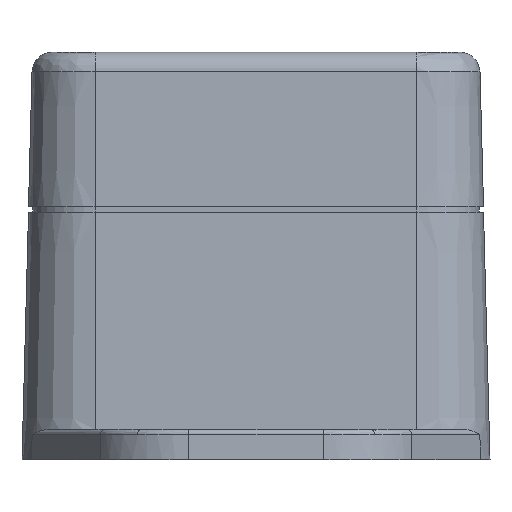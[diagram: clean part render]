
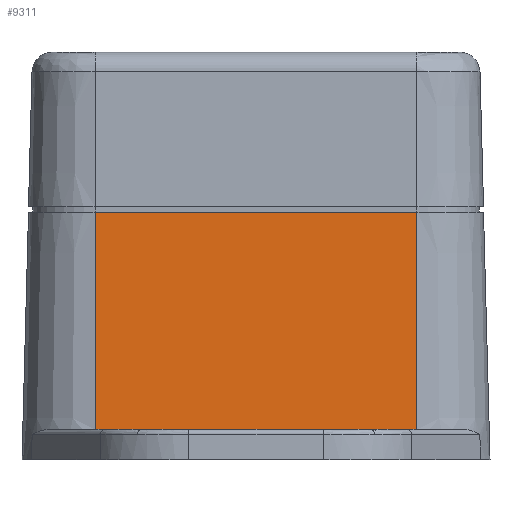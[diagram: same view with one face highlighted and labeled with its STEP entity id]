
A CAD part, front view. The second image highlights one B-rep face of the part: STEP entity #9311.
In plain terms, the highlighted planar face has unit normal (0, -1, 0.026).
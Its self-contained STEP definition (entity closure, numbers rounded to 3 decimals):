
#677=PLANE('',#10075);
#1077=LINE('',#14184,#1700);
#1086=LINE('',#14342,#1709);
#1097=LINE('',#14407,#1720);
#1106=LINE('',#14727,#1729);
#1700=VECTOR('',#11179,1000.);
#1709=VECTOR('',#11208,1000.);
#1720=VECTOR('',#11235,1000.);
#1729=VECTOR('',#11296,1000.);
#2367=FACE_OUTER_BOUND('',#2971,.T.);
#2971=EDGE_LOOP('',(#6853,#6854,#6855,#6856));
#4267=VERTEX_POINT('',#14181);
#4268=VERTEX_POINT('',#14183);
#4279=VERTEX_POINT('',#14324);
#4283=VERTEX_POINT('',#14340);
#5158=EDGE_CURVE('',#4267,#4268,#1077,.T.);
#5180=EDGE_CURVE('',#4283,#4279,#1086,.T.);
#5199=EDGE_CURVE('',#4283,#4268,#1097,.T.);
#5234=EDGE_CURVE('',#4279,#4267,#1106,.T.);
#6853=ORIENTED_EDGE('',*,*,#5234,.F.);
#6854=ORIENTED_EDGE('',*,*,#5180,.F.);
#6855=ORIENTED_EDGE('',*,*,#5199,.T.);
#6856=ORIENTED_EDGE('',*,*,#5158,.F.);
#9311=ADVANCED_FACE('',(#2367),#677,.T.);
#10075=AXIS2_PLACEMENT_3D('',#14746,#11312,#11313);
#11179=DIRECTION('',(0.,-0.026,-1.));
#11208=DIRECTION('',(0.,0.026,1.));
#11235=DIRECTION('',(1.,0.,0.));
#11296=DIRECTION('',(1.,0.,0.));
#11312=DIRECTION('center_axis',(0.,-1.,
0.026));
#11313=DIRECTION('ref_axis',(0.,-0.026,-1.));
#14181=CARTESIAN_POINT('',(15.834,-22.386,5.446));
#14183=CARTESIAN_POINT('',(15.834,-22.946,-15.945));
#14184=CARTESIAN_POINT('',(15.834,-12933.513,-493050.627));
#14324=CARTESIAN_POINT('',(-15.834,-22.386,5.446));
#14340=CARTESIAN_POINT('',(-15.834,-22.946,-15.945));
#14342=CARTESIAN_POINT('',(-15.834,-12933.513,-493050.627));
#14407=CARTESIAN_POINT('',(0.,-22.946,-15.945));
#14727=CARTESIAN_POINT('',(0.,-22.386,5.446));
#14746=CARTESIAN_POINT('Origin',(22.45,-22.386,5.444));
